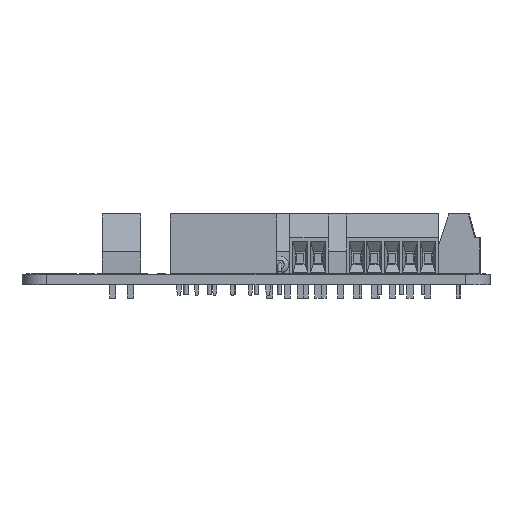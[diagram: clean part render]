
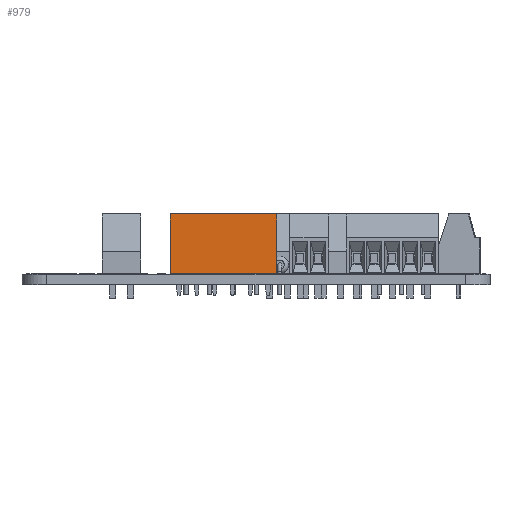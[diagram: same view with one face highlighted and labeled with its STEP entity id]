
A CAD part, front view. The second image highlights one B-rep face of the part: STEP entity #979.
In plain terms, the highlighted face is planar.
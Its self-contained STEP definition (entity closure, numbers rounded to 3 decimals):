
#156 = VERTEX_POINT('',#157);
#157 = CARTESIAN_POINT('',(-1.27,-13.97,0.));
#165 = EDGE_CURVE('',#156,#166,#168,.T.);
#166 = VERTEX_POINT('',#167);
#167 = CARTESIAN_POINT('',(-1.27,-13.97,8.5));
#168 = LINE('',#169,#170);
#169 = CARTESIAN_POINT('',(-1.27,-13.97,0.));
#170 = VECTOR('',#171,1.);
#171 = DIRECTION('',(0.,0.,1.));
#228 = VERTEX_POINT('',#229);
#229 = CARTESIAN_POINT('',(-1.27,1.27,8.5));
#235 = EDGE_CURVE('',#236,#228,#238,.T.);
#236 = VERTEX_POINT('',#237);
#237 = CARTESIAN_POINT('',(-1.27,1.27,0.));
#238 = LINE('',#239,#240);
#239 = CARTESIAN_POINT('',(-1.27,1.27,0.));
#240 = VECTOR('',#241,1.);
#241 = DIRECTION('',(0.,0.,1.));
#300 = EDGE_CURVE('',#228,#166,#301,.T.);
#301 = LINE('',#302,#303);
#302 = CARTESIAN_POINT('',(-1.27,1.27,8.5));
#303 = VECTOR('',#304,1.);
#304 = DIRECTION('',(0.,-1.,0.));
#527 = EDGE_CURVE('',#236,#156,#528,.T.);
#528 = LINE('',#529,#530);
#529 = CARTESIAN_POINT('',(-1.27,1.27,0.));
#530 = VECTOR('',#531,1.);
#531 = DIRECTION('',(0.,-1.,0.));
#979 = ADVANCED_FACE('',(#980),#986,.F.);
#980 = FACE_BOUND('',#981,.F.);
#981 = EDGE_LOOP('',(#982,#983,#984,#985));
#982 = ORIENTED_EDGE('',*,*,#235,.T.);
#983 = ORIENTED_EDGE('',*,*,#300,.T.);
#984 = ORIENTED_EDGE('',*,*,#165,.F.);
#985 = ORIENTED_EDGE('',*,*,#527,.F.);
#986 = PLANE('',#987);
#987 = AXIS2_PLACEMENT_3D('',#988,#989,#990);
#988 = CARTESIAN_POINT('',(-1.27,1.27,0.));
#989 = DIRECTION('',(1.,0.,0.));
#990 = DIRECTION('',(0.,-1.,0.));
